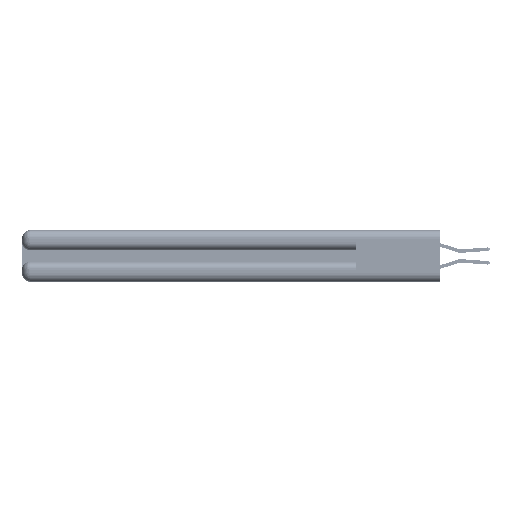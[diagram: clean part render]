
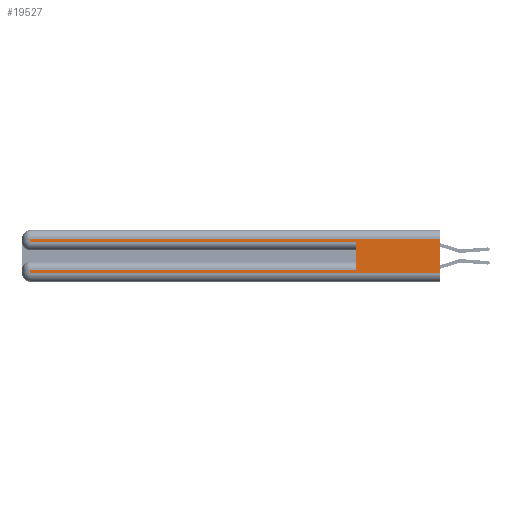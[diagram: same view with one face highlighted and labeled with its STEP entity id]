
A CAD part, left-side view. The second image highlights one B-rep face of the part: STEP entity #19527.
In plain terms, the highlighted planar face has unit normal (-1, 0, 0).
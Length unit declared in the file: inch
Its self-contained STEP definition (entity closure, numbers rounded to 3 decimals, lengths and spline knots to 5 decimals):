
#2084 = CARTESIAN_POINT ( 'NONE',  ( 0., 2.94, 0.085 ) ) ;
#3524 = CARTESIAN_POINT ( 'NONE',  ( 0., 0., 0.06 ) ) ;
#3916 = CARTESIAN_POINT ( 'NONE',  ( 0., 2.94, 0.37 ) ) ;
#5758 = ORIENTED_EDGE ( 'NONE', *, *, #39731, .T. ) ;
#6337 = EDGE_CURVE ( 'NONE', #38270, #20770, #35895, .T. ) ;
#6489 = VECTOR ( 'NONE', #53448, 39.37008 ) ;
#7112 = ORIENTED_EDGE ( 'NONE', *, *, #16445, .T. ) ;
#8328 = CARTESIAN_POINT ( 'NONE',  ( 0., 0., 0.31 ) ) ;
#9898 = ORIENTED_EDGE ( 'NONE', *, *, #29527, .T. ) ;
#11592 = AXIS2_PLACEMENT_3D ( 'NONE', #30444, #26185, #57286 ) ;
#12184 = VECTOR ( 'NONE', #42917, 39.37008 ) ;
#12843 = DIRECTION ( 'NONE',  ( 0., 1., 0. ) ) ;
#14842 = VERTEX_POINT ( 'NONE', #24935 ) ;
#16445 = EDGE_CURVE ( 'NONE', #20770, #42103, #21371, .T. ) ;
#19527 = ADVANCED_FACE ( 'NONE', ( #44698 ), #34947, .F. ) ;
#19580 = EDGE_CURVE ( 'NONE', #14842, #57511, #30073, .T. ) ;
#19840 = DIRECTION ( 'NONE',  ( 0., 0., -1. ) ) ;
#20089 = LINE ( 'NONE', #46521, #52859 ) ;
#20770 = VERTEX_POINT ( 'NONE', #48047 ) ;
#21371 = LINE ( 'NONE', #46536, #54093 ) ;
#21863 = ORIENTED_EDGE ( 'NONE', *, *, #49802, .T. ) ;
#24768 = CARTESIAN_POINT ( 'NONE',  ( 0., 2.94, 0.285 ) ) ;
#24935 = CARTESIAN_POINT ( 'NONE',  ( 0., 0.6, 0.085 ) ) ;
#25817 = VECTOR ( 'NONE', #40183, 39.37008 ) ;
#26161 = VECTOR ( 'NONE', #35144, 39.37008 ) ;
#26185 = DIRECTION ( 'NONE',  ( 1., 0., 0. ) ) ;
#26706 = ORIENTED_EDGE ( 'NONE', *, *, #6337, .T. ) ;
#26817 = CARTESIAN_POINT ( 'NONE',  ( 0., 0., 0.285 ) ) ;
#27461 = CARTESIAN_POINT ( 'NONE',  ( 0., 2.94, 0.06 ) ) ;
#29527 = EDGE_CURVE ( 'NONE', #42103, #36165, #52535, .T. ) ;
#30035 = VERTEX_POINT ( 'NONE', #3524 ) ;
#30073 = LINE ( 'NONE', #44260, #52363 ) ;
#30444 = CARTESIAN_POINT ( 'NONE',  ( 0., 0., 0.37 ) ) ;
#31023 = DIRECTION ( 'NONE',  ( 0., 1., 0. ) ) ;
#34503 = VECTOR ( 'NONE', #12843, 39.37008 ) ;
#34851 = CARTESIAN_POINT ( 'NONE',  ( 0., 0., 0.31 ) ) ;
#34947 = PLANE ( 'NONE',  #11592 ) ;
#35052 = VERTEX_POINT ( 'NONE', #27461 ) ;
#35144 = DIRECTION ( 'NONE',  ( 0., 0., -1. ) ) ;
#35745 = CARTESIAN_POINT ( 'NONE',  ( 0., 0., 0.37 ) ) ;
#35895 = LINE ( 'NONE', #8328, #34503 ) ;
#36165 = VERTEX_POINT ( 'NONE', #44068 ) ;
#37764 = DIRECTION ( 'NONE',  ( 0., -1., 0. ) ) ;
#38270 = VERTEX_POINT ( 'NONE', #34851 ) ;
#38427 = CARTESIAN_POINT ( 'NONE',  ( 0., 0.6, 0.145 ) ) ;
#39586 = EDGE_CURVE ( 'NONE', #14842, #36165, #47758, .T. ) ;
#39731 = EDGE_CURVE ( 'NONE', #57511, #35052, #49823, .T. ) ;
#39973 = ORIENTED_EDGE ( 'NONE', *, *, #19580, .T. ) ;
#40183 = DIRECTION ( 'NONE',  ( 0., 0., -1. ) ) ;
#42103 = VERTEX_POINT ( 'NONE', #24768 ) ;
#42917 = DIRECTION ( 'NONE',  ( 0., 0., 1. ) ) ;
#43432 = ORIENTED_EDGE ( 'NONE', *, *, #39586, .F. ) ;
#44068 = CARTESIAN_POINT ( 'NONE',  ( 0., 0.6, 0.285 ) ) ;
#44091 = EDGE_CURVE ( 'NONE', #38270, #30035, #49480, .T. ) ;
#44260 = CARTESIAN_POINT ( 'NONE',  ( 0., 0., 0.085 ) ) ;
#44698 = FACE_OUTER_BOUND ( 'NONE', #53360, .T. ) ;
#46521 = CARTESIAN_POINT ( 'NONE',  ( 0., 0., 0.06 ) ) ;
#46536 = CARTESIAN_POINT ( 'NONE',  ( 0., 2.94, 0.37 ) ) ;
#47758 = LINE ( 'NONE', #38427, #12184 ) ;
#48047 = CARTESIAN_POINT ( 'NONE',  ( 0., 2.94, 0.31 ) ) ;
#49480 = LINE ( 'NONE', #35745, #25817 ) ;
#49802 = EDGE_CURVE ( 'NONE', #35052, #30035, #20089, .T. ) ;
#49823 = LINE ( 'NONE', #3916, #26161 ) ;
#52363 = VECTOR ( 'NONE', #31023, 39.37008 ) ;
#52535 = LINE ( 'NONE', #26817, #6489 ) ;
#52859 = VECTOR ( 'NONE', #37764, 39.37008 ) ;
#53360 = EDGE_LOOP ( 'NONE', ( #56611, #26706, #7112, #9898, #43432, #39973, #5758, #21863 ) ) ;
#53448 = DIRECTION ( 'NONE',  ( 0., -1., 0. ) ) ;
#54093 = VECTOR ( 'NONE', #19840, 39.37008 ) ;
#56611 = ORIENTED_EDGE ( 'NONE', *, *, #44091, .F. ) ;
#57286 = DIRECTION ( 'NONE',  ( 0., 0., -1. ) ) ;
#57511 = VERTEX_POINT ( 'NONE', #2084 ) ;
